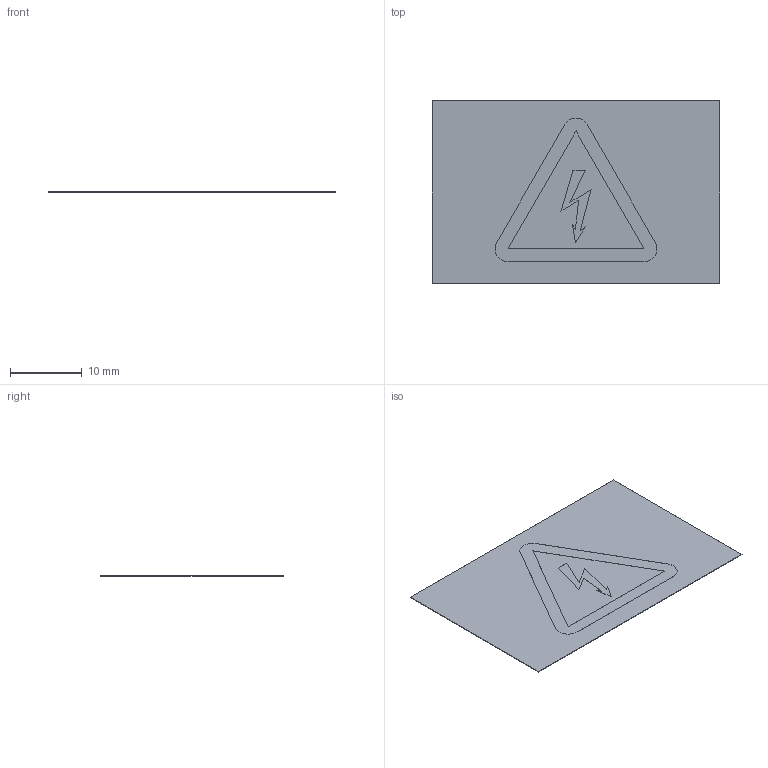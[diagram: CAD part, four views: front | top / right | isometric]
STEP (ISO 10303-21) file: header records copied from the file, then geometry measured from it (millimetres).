
FILE_DESCRIPTION(('CATIA V5R19 STEP'),'2;1');
FILE_NAME ('D1451818_0', '2015-10-28T09:35:51+00:00', ('Weidmueller Interface'), ('Weidmueller'), 'CATIA Version 5 Release 20 SP 5 (IN-10)', 'CATIA V5 STEP AP214', 'none');
FILE_SCHEMA(('AUTOMOTIVE_DESIGN { 1 0 10303 214 1 1 1 1 }'));
Length unit declared in the file: millimetre
Products named in the file (1): 59937_THM_WO_VIN_25-4X95-3_BL
Bounding box: 40 x 25.4 x 0.09 mm (x, y, z)
Volume: 82.5 mm3; surface area: 2297.4 mm2
Topology: 3 solids, 3 shells, 30 faces, 72 edges, 48 vertices
Faces by surface type: plane 27, cylinder 3
Entity records: 928 total; most frequent: CARTESIAN_POINT 149, ORIENTED_EDGE 144, DIRECTION 128, EDGE_CURVE 72, VECTOR 66, LINE 66, VERTEX_POINT 48, AXIS2_PLACEMENT_3D 35
